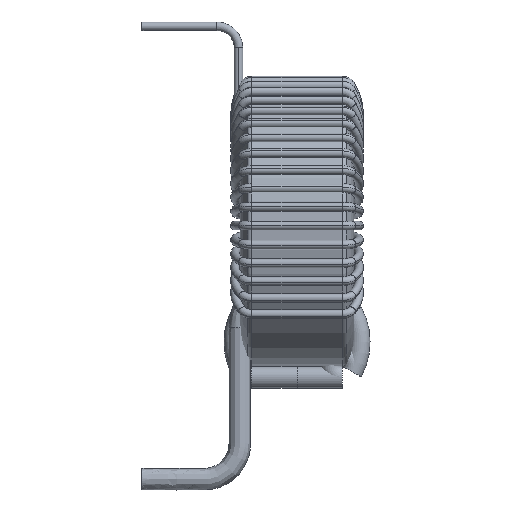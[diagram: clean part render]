
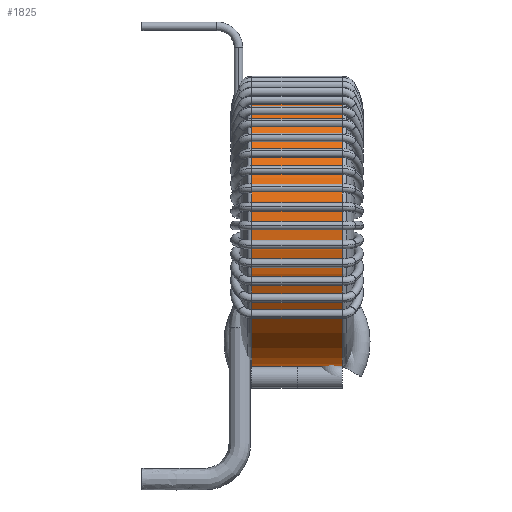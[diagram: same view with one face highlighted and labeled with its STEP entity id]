
A CAD part, left-side view. The second image highlights one B-rep face of the part: STEP entity #1825.
In plain terms, the highlighted cylindrical face has radius 13.02 mm (diameter 26.04 mm), a partial arc.
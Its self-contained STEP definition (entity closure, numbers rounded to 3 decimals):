
#132 = EDGE_CURVE ( 'NONE', #1719, #2300, #883, .T. ) ;
#509 = AXIS2_PLACEMENT_3D ( 'NONE', #2314, #2766, #2298 ) ;
#518 = ORIENTED_EDGE ( 'NONE', *, *, #614, .F. ) ;
#614 = EDGE_CURVE ( 'NONE', #1915, #2077, #2671, .T. ) ;
#673 = CARTESIAN_POINT ( 'NONE',  ( 0., 4.178, 13.02 ) ) ;
#778 = AXIS2_PLACEMENT_3D ( 'NONE', #1822, #1203, #2272 ) ;
#782 = ORIENTED_EDGE ( 'NONE', *, *, #1639, .F. ) ;
#883 = LINE ( 'NONE', #1775, #1565 ) ;
#895 = DIRECTION ( 'NONE',  ( 0., 1., 0. ) ) ;
#1007 = CYLINDRICAL_SURFACE ( 'NONE', #1896, 13.02 ) ;
#1167 = DIRECTION ( 'NONE',  ( 0., 1., 0. ) ) ;
#1203 = DIRECTION ( 'NONE',  ( 0., 1., 0. ) ) ;
#1433 = CIRCLE ( 'NONE', #778, 13.02 ) ;
#1457 = CARTESIAN_POINT ( 'NONE',  ( 0., -4.178, 13.02 ) ) ;
#1485 = ORIENTED_EDGE ( 'NONE', *, *, #132, .T. ) ;
#1547 = CARTESIAN_POINT ( 'NONE',  ( 0., 59.122, -13.02 ) ) ;
#1565 = VECTOR ( 'NONE', #1167, 1000. ) ;
#1639 = EDGE_CURVE ( 'NONE', #2077, #2300, #1709, .T. ) ;
#1642 = EDGE_CURVE ( 'NONE', #1915, #1719, #1433, .T. ) ;
#1709 = CIRCLE ( 'NONE', #509, 13.02 ) ;
#1719 = VERTEX_POINT ( 'NONE', #1457 ) ;
#1773 = CARTESIAN_POINT ( 'NONE',  ( 0., -4.178, -13.02 ) ) ;
#1775 = CARTESIAN_POINT ( 'NONE',  ( 0., 59.122, 13.02 ) ) ;
#1804 = VECTOR ( 'NONE', #2683, 1000. ) ;
#1822 = CARTESIAN_POINT ( 'NONE',  ( 0., -4.178, 0. ) ) ;
#1825 = ADVANCED_FACE ( 'NONE', ( #2115 ), #1007, .T. ) ;
#1896 = AXIS2_PLACEMENT_3D ( 'NONE', #1898, #895, #2017 ) ;
#1898 = CARTESIAN_POINT ( 'NONE',  ( 0., 59.122, 0. ) ) ;
#1915 = VERTEX_POINT ( 'NONE', #1773 ) ;
#2017 = DIRECTION ( 'NONE',  ( 0., 0., 1. ) ) ;
#2077 = VERTEX_POINT ( 'NONE', #2520 ) ;
#2115 = FACE_OUTER_BOUND ( 'NONE', #2246, .T. ) ;
#2212 = ORIENTED_EDGE ( 'NONE', *, *, #1642, .T. ) ;
#2246 = EDGE_LOOP ( 'NONE', ( #518, #2212, #1485, #782 ) ) ;
#2272 = DIRECTION ( 'NONE',  ( 0., 0., 1. ) ) ;
#2298 = DIRECTION ( 'NONE',  ( 0., 0., 1. ) ) ;
#2300 = VERTEX_POINT ( 'NONE', #673 ) ;
#2314 = CARTESIAN_POINT ( 'NONE',  ( 0., 4.178, 0. ) ) ;
#2520 = CARTESIAN_POINT ( 'NONE',  ( 0., 4.178, -13.02 ) ) ;
#2671 = LINE ( 'NONE', #1547, #1804 ) ;
#2683 = DIRECTION ( 'NONE',  ( 0., 1., 0. ) ) ;
#2766 = DIRECTION ( 'NONE',  ( 0., 1., 0. ) ) ;
